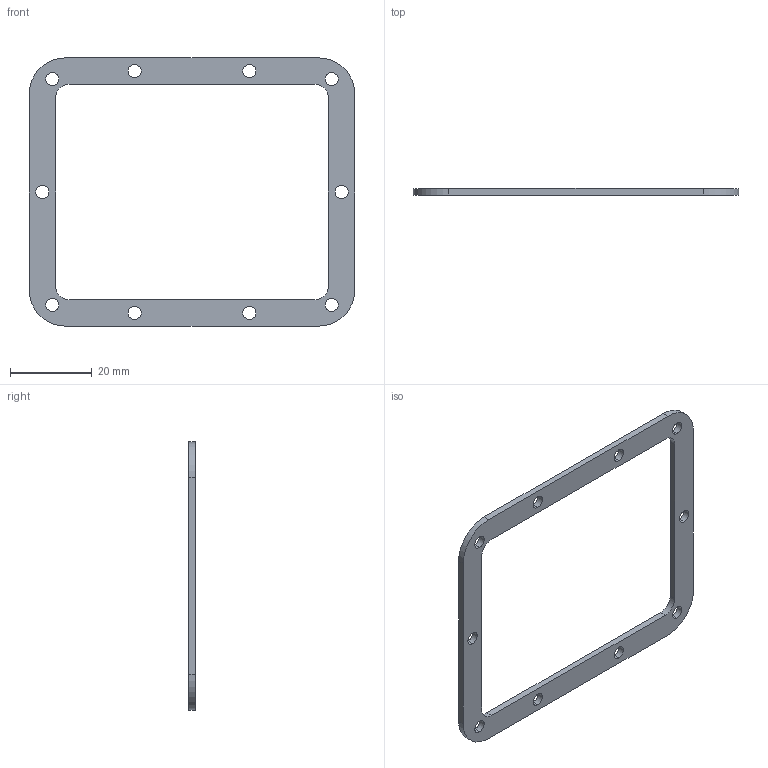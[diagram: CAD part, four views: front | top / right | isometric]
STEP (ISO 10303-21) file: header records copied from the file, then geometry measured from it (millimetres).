
FILE_DESCRIPTION (( 'STEP AP203' ), '1' );
Length unit declared in the file: millimetre
Products named in the file (1): vat frame
Bounding box: 79.4 x 1.6 x 65.4 mm (x, y, z)
Volume: 2485.7 mm3; surface area: 4079.8 mm2
Topology: 1 solids, 1 shells, 38 faces, 108 edges, 72 vertices
Faces by surface type: cylinder 28, plane 10
Entity records: 1389 total; most frequent: DIRECTION 242, CARTESIAN_POINT 219, ORIENTED_EDGE 216, EDGE_CURVE 108, AXIS2_PLACEMENT_3D 95, VERTEX_POINT 72, EDGE_LOOP 60, CIRCLE 56
